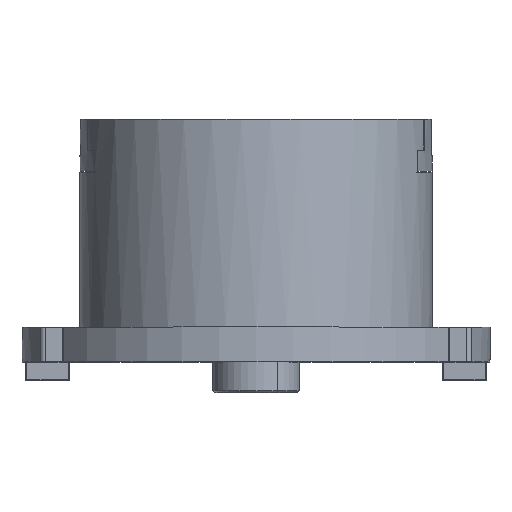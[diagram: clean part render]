
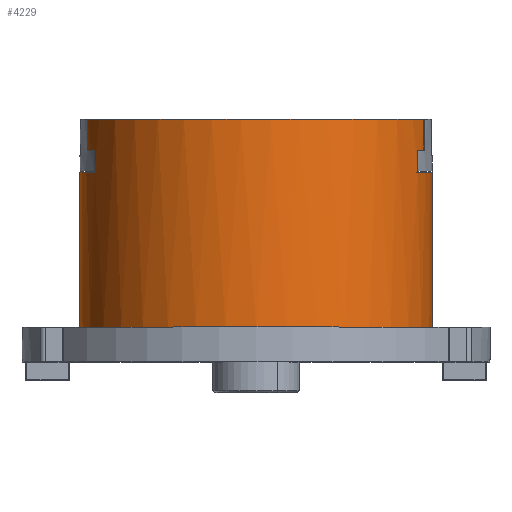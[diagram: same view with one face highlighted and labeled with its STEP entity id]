
A CAD part, top view. The second image highlights one B-rep face of the part: STEP entity #4229.
In plain terms, the highlighted cylindrical face has radius 101.6 mm (diameter 203.2 mm), a partial arc.
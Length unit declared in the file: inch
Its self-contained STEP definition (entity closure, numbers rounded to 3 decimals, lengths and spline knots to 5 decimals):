
#148 = CARTESIAN_POINT ( 'NONE',  ( 0., -4., 0.7874 ) ) ;
#345 = AXIS2_PLACEMENT_3D ( 'NONE', #3450, #14580, #7140 ) ;
#518 = CARTESIAN_POINT ( 'NONE',  ( -1.5948, 3.66832, 39.37008 ) ) ;
#750 = DIRECTION ( 'NONE',  ( 1., 0., 0. ) ) ;
#935 = EDGE_CURVE ( 'NONE', #13294, #1729, #11204, .T. ) ;
#1491 = ORIENTED_EDGE ( 'NONE', *, *, #5000, .T. ) ;
#1537 = CARTESIAN_POINT ( 'NONE',  ( 0., -4., 4.31181 ) ) ;
#1585 = VECTOR ( 'NONE', #12696, 39.37008 ) ;
#1621 = EDGE_CURVE ( 'NONE', #2090, #9952, #12539, .T. ) ;
#1729 = VERTEX_POINT ( 'NONE', #6801 ) ;
#2069 = CARTESIAN_POINT ( 'NONE',  ( 0., 4., 39.37008 ) ) ;
#2090 = VERTEX_POINT ( 'NONE', #148 ) ;
#2118 = CARTESIAN_POINT ( 'NONE',  ( -1.2011, -3.81541, 5.51181 ) ) ;
#2388 = ORIENTED_EDGE ( 'NONE', *, *, #12130, .T. ) ;
#2472 = ORIENTED_EDGE ( 'NONE', *, *, #15626, .F. ) ;
#3030 = LINE ( 'NONE', #8031, #4496 ) ;
#3450 = CARTESIAN_POINT ( 'NONE',  ( 0., 0., 4.81181 ) ) ;
#3554 = EDGE_CURVE ( 'NONE', #16047, #4827, #7403, .T. ) ;
#3967 = ORIENTED_EDGE ( 'NONE', *, *, #935, .F. ) ;
#4109 = ORIENTED_EDGE ( 'NONE', *, *, #11443, .F. ) ;
#4229 = ADVANCED_FACE ( 'NONE', ( #6538 ), #11689, .T. ) ;
#4412 = CARTESIAN_POINT ( 'NONE',  ( 0., 0., 39.37008 ) ) ;
#4428 = DIRECTION ( 'NONE',  ( 0., -1., 0. ) ) ;
#4496 = VECTOR ( 'NONE', #7458, 39.37008 ) ;
#4827 = VERTEX_POINT ( 'NONE', #15851 ) ;
#5000 = EDGE_CURVE ( 'NONE', #16047, #2090, #13096, .T. ) ;
#5008 = CARTESIAN_POINT ( 'NONE',  ( 0., -4., 39.37008 ) ) ;
#5093 = CARTESIAN_POINT ( 'NONE',  ( 0., 0., 0.7874 ) ) ;
#5333 = EDGE_CURVE ( 'NONE', #8606, #12218, #6901, .T. ) ;
#5468 = AXIS2_PLACEMENT_3D ( 'NONE', #8040, #14333, #4428 ) ;
#5518 = CARTESIAN_POINT ( 'NONE',  ( -1.5948, -3.66832, 39.37008 ) ) ;
#5779 = VERTEX_POINT ( 'NONE', #12092 ) ;
#6244 = DIRECTION ( 'NONE',  ( 0., -1., 0. ) ) ;
#6281 = AXIS2_PLACEMENT_3D ( 'NONE', #10343, #9102, #7937 ) ;
#6386 = CARTESIAN_POINT ( 'NONE',  ( -1.5948, 3.66832, 4.31181 ) ) ;
#6538 = FACE_OUTER_BOUND ( 'NONE', #11378, .T. ) ;
#6622 = DIRECTION ( 'NONE',  ( 0., -1., 0. ) ) ;
#6675 = DIRECTION ( 'NONE',  ( -1., 0., 0. ) ) ;
#6801 = CARTESIAN_POINT ( 'NONE',  ( -1.2011, 3.81541, 5.51181 ) ) ;
#6804 = CIRCLE ( 'NONE', #6281, 4. ) ;
#6873 = ORIENTED_EDGE ( 'NONE', *, *, #3554, .F. ) ;
#6901 = CIRCLE ( 'NONE', #345, 4. ) ;
#7134 = ORIENTED_EDGE ( 'NONE', *, *, #5333, .T. ) ;
#7140 = DIRECTION ( 'NONE',  ( 1., 0., 0. ) ) ;
#7234 = LINE ( 'NONE', #518, #15008 ) ;
#7241 = DIRECTION ( 'NONE',  ( 0., 0., 1. ) ) ;
#7320 = CIRCLE ( 'NONE', #5468, 4. ) ;
#7403 = LINE ( 'NONE', #2069, #13295 ) ;
#7458 = DIRECTION ( 'NONE',  ( 0., 0., 1. ) ) ;
#7937 = DIRECTION ( 'NONE',  ( -1., 0., 0. ) ) ;
#8021 = AXIS2_PLACEMENT_3D ( 'NONE', #4412, #10694, #6622 ) ;
#8031 = CARTESIAN_POINT ( 'NONE',  ( -1.2011, -3.81541, 39.37008 ) ) ;
#8040 = CARTESIAN_POINT ( 'NONE',  ( 0., 0., 5.51181 ) ) ;
#8071 = DIRECTION ( 'NONE',  ( 0., 0., -1. ) ) ;
#8240 = CIRCLE ( 'NONE', #9038, 4. ) ;
#8311 = VERTEX_POINT ( 'NONE', #6386 ) ;
#8436 = ORIENTED_EDGE ( 'NONE', *, *, #1621, .T. ) ;
#8606 = VERTEX_POINT ( 'NONE', #9528 ) ;
#8615 = EDGE_CURVE ( 'NONE', #12218, #8625, #3030, .T. ) ;
#8625 = VERTEX_POINT ( 'NONE', #2118 ) ;
#9038 = AXIS2_PLACEMENT_3D ( 'NONE', #11812, #8071, #6675 ) ;
#9102 = DIRECTION ( 'NONE',  ( 0., 0., -1. ) ) ;
#9307 = AXIS2_PLACEMENT_3D ( 'NONE', #13038, #12045, #750 ) ;
#9366 = ORIENTED_EDGE ( 'NONE', *, *, #11028, .F. ) ;
#9528 = CARTESIAN_POINT ( 'NONE',  ( -1.5948, -3.66832, 4.81181 ) ) ;
#9711 = ORIENTED_EDGE ( 'NONE', *, *, #12730, .F. ) ;
#9952 = VERTEX_POINT ( 'NONE', #1537 ) ;
#10343 = CARTESIAN_POINT ( 'NONE',  ( 0., 0., 4.31181 ) ) ;
#10651 = ORIENTED_EDGE ( 'NONE', *, *, #8615, .T. ) ;
#10694 = DIRECTION ( 'NONE',  ( 0., 0., 1. ) ) ;
#11028 = EDGE_CURVE ( 'NONE', #4827, #8311, #11430, .T. ) ;
#11045 = DIRECTION ( 'NONE',  ( 0., 0., 1. ) ) ;
#11204 = LINE ( 'NONE', #13904, #15375 ) ;
#11378 = EDGE_LOOP ( 'NONE', ( #6873, #1491, #8436, #2388, #11974, #7134, #10651, #4109, #3967, #2472, #9711, #9366 ) ) ;
#11430 = CIRCLE ( 'NONE', #9307, 4. ) ;
#11443 = EDGE_CURVE ( 'NONE', #1729, #8625, #7320, .T. ) ;
#11520 = AXIS2_PLACEMENT_3D ( 'NONE', #5093, #11621, #6244 ) ;
#11621 = DIRECTION ( 'NONE',  ( 0., 0., 1. ) ) ;
#11689 = CYLINDRICAL_SURFACE ( 'NONE', #8021, 4. ) ;
#11812 = CARTESIAN_POINT ( 'NONE',  ( 0., 0., 4.81181 ) ) ;
#11974 = ORIENTED_EDGE ( 'NONE', *, *, #14304, .T. ) ;
#12045 = DIRECTION ( 'NONE',  ( 0., 0., 1. ) ) ;
#12092 = CARTESIAN_POINT ( 'NONE',  ( -1.5948, -3.66832, 4.31181 ) ) ;
#12130 = EDGE_CURVE ( 'NONE', #9952, #5779, #6804, .T. ) ;
#12218 = VERTEX_POINT ( 'NONE', #15534 ) ;
#12539 = LINE ( 'NONE', #5008, #1585 ) ;
#12672 = DIRECTION ( 'NONE',  ( 0., 0., 1. ) ) ;
#12696 = DIRECTION ( 'NONE',  ( 0., 0., 1. ) ) ;
#12730 = EDGE_CURVE ( 'NONE', #8311, #13366, #7234, .T. ) ;
#13038 = CARTESIAN_POINT ( 'NONE',  ( 0., 0., 4.31181 ) ) ;
#13096 = CIRCLE ( 'NONE', #11520, 4. ) ;
#13294 = VERTEX_POINT ( 'NONE', #14642 ) ;
#13295 = VECTOR ( 'NONE', #7241, 39.37008 ) ;
#13366 = VERTEX_POINT ( 'NONE', #13981 ) ;
#13488 = VECTOR ( 'NONE', #15347, 39.37008 ) ;
#13904 = CARTESIAN_POINT ( 'NONE',  ( -1.2011, 3.81541, 39.37008 ) ) ;
#13981 = CARTESIAN_POINT ( 'NONE',  ( -1.5948, 3.66832, 4.81181 ) ) ;
#14193 = LINE ( 'NONE', #5518, #13488 ) ;
#14304 = EDGE_CURVE ( 'NONE', #5779, #8606, #14193, .T. ) ;
#14333 = DIRECTION ( 'NONE',  ( 0., 0., 1. ) ) ;
#14580 = DIRECTION ( 'NONE',  ( 0., 0., 1. ) ) ;
#14642 = CARTESIAN_POINT ( 'NONE',  ( -1.2011, 3.81541, 4.81181 ) ) ;
#15008 = VECTOR ( 'NONE', #11045, 39.37008 ) ;
#15281 = CARTESIAN_POINT ( 'NONE',  ( 0., 4., 0.7874 ) ) ;
#15347 = DIRECTION ( 'NONE',  ( 0., 0., 1. ) ) ;
#15375 = VECTOR ( 'NONE', #12672, 39.37008 ) ;
#15534 = CARTESIAN_POINT ( 'NONE',  ( -1.2011, -3.81541, 4.81181 ) ) ;
#15626 = EDGE_CURVE ( 'NONE', #13366, #13294, #8240, .T. ) ;
#15851 = CARTESIAN_POINT ( 'NONE',  ( 0., 4., 4.31181 ) ) ;
#16047 = VERTEX_POINT ( 'NONE', #15281 ) ;
